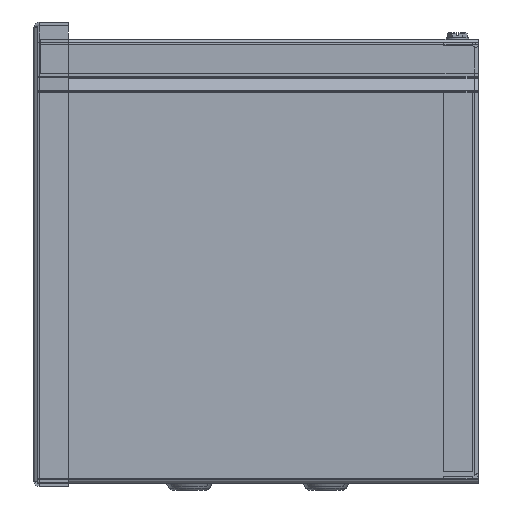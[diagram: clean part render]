
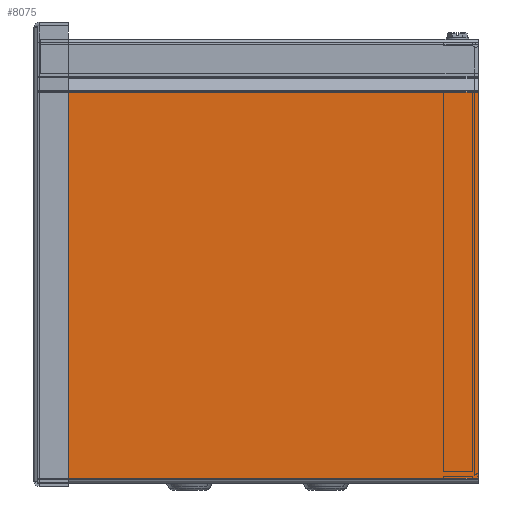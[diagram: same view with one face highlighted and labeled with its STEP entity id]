
A CAD part, left-side view. The second image highlights one B-rep face of the part: STEP entity #8075.
In plain terms, the highlighted planar face has unit normal (-1, 0, 0).
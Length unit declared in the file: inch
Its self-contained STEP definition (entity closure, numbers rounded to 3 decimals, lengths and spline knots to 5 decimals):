
#569=LINE('',#11855,#1155);
#572=LINE('',#11861,#1158);
#580=LINE('',#11884,#1166);
#581=LINE('',#11888,#1167);
#1155=VECTOR('',#9633,8.0625);
#1158=VECTOR('',#9638,7.06099);
#1166=VECTOR('',#9670,8.0625);
#1167=VECTOR('',#9677,7.06099);
#1720=PLANE('',#8616);
#2086=FACE_OUTER_BOUND('',#2584,.T.);
#2584=EDGE_LOOP('',(#5520,#5521,#5522,#5523));
#3448=VERTEX_POINT('',#11843);
#3449=VERTEX_POINT('',#11847);
#3451=VERTEX_POINT('',#11859);
#3454=VERTEX_POINT('',#11883);
#4224=EDGE_CURVE('',#3448,#3449,#569,.T.);
#4227=EDGE_CURVE('',#3451,#3449,#572,.T.);
#4239=EDGE_CURVE('',#3451,#3454,#580,.T.);
#4242=EDGE_CURVE('',#3448,#3454,#581,.T.);
#5520=ORIENTED_EDGE('',*,*,#4224,.T.);
#5521=ORIENTED_EDGE('',*,*,#4227,.F.);
#5522=ORIENTED_EDGE('',*,*,#4239,.T.);
#5523=ORIENTED_EDGE('',*,*,#4242,.F.);
#8075=ADVANCED_FACE('',(#2086),#1720,.F.);
#8616=AXIS2_PLACEMENT_3D('',#11896,#9689,#9690);
#9633=DIRECTION('',(0.,1.,0.));
#9638=DIRECTION('',(0.,0.,1.));
#9670=DIRECTION('',(0.,-1.,0.));
#9677=DIRECTION('',(0.,0.,-1.));
#9689=DIRECTION('center_axis',(1.,0.,0.));
#9690=DIRECTION('ref_axis',(0.,0.,-1.));
#11843=CARTESIAN_POINT('',(-36.0625,-4.03125,7.15424));
#11847=CARTESIAN_POINT('',(-36.0625,4.03125,7.15424));
#11855=CARTESIAN_POINT('',(-36.0625,2.01563,7.15424));
#11859=CARTESIAN_POINT('',(-36.0625,4.03125,0.09325));
#11861=CARTESIAN_POINT('',(-36.0625,4.03125,0.09325));
#11883=CARTESIAN_POINT('',(-36.0625,-4.03125,0.09325));
#11884=CARTESIAN_POINT('',(-36.0625,0.,0.09325));
#11888=CARTESIAN_POINT('',(-36.0625,-4.03125,-0.04446));
#11896=CARTESIAN_POINT('Origin',(-36.0625,0.,3.5997));
